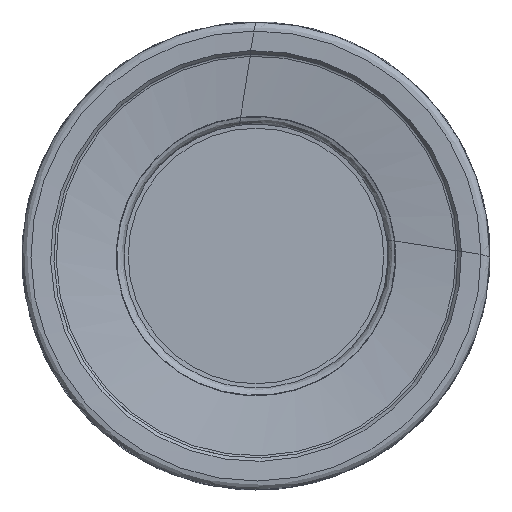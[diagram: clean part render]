
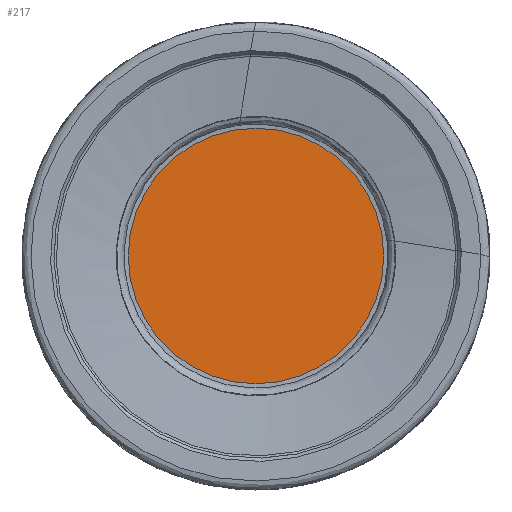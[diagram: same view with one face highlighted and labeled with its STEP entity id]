
A CAD part, left-side view. The second image highlights one B-rep face of the part: STEP entity #217.
In plain terms, the highlighted planar face has unit normal (-1, 0, 0).
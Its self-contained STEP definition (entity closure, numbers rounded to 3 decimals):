
#34=PLANE('',#896);
#217=ADVANCED_FACE('',(#297),#34,.F.);
#297=FACE_OUTER_BOUND('',#369,.T.);
#369=EDGE_LOOP('',(#621));
#436=CIRCLE('',#895,11.466);
#621=ORIENTED_EDGE('',*,*,#784,.T.);
#688=VERTEX_POINT('',#1868);
#784=EDGE_CURVE('',#688,#688,#436,.T.);
#895=AXIS2_PLACEMENT_3D('',#1867,#1106,#1107);
#896=AXIS2_PLACEMENT_3D('',#1869,#1108,#1109);
#1106=DIRECTION('',(-1.,0.,0.));
#1107=DIRECTION('',(0.,0.,1.));
#1108=DIRECTION('',(1.,0.,0.));
#1109=DIRECTION('',(0.,0.,-1.));
#1867=CARTESIAN_POINT('',(2.5,0.,0.));
#1868=CARTESIAN_POINT('',(2.5,0.,11.466));
#1869=CARTESIAN_POINT('',(2.5,11.466,0.));
